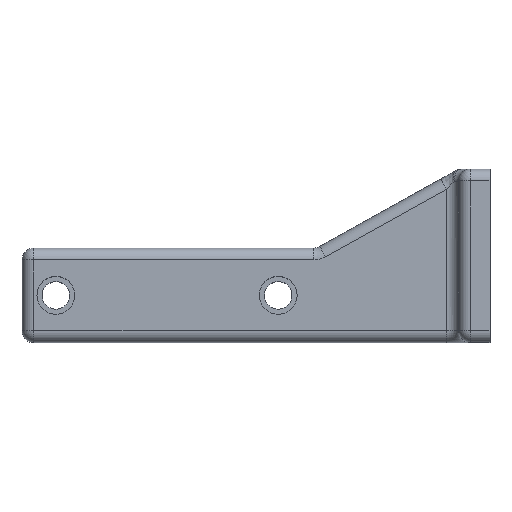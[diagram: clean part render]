
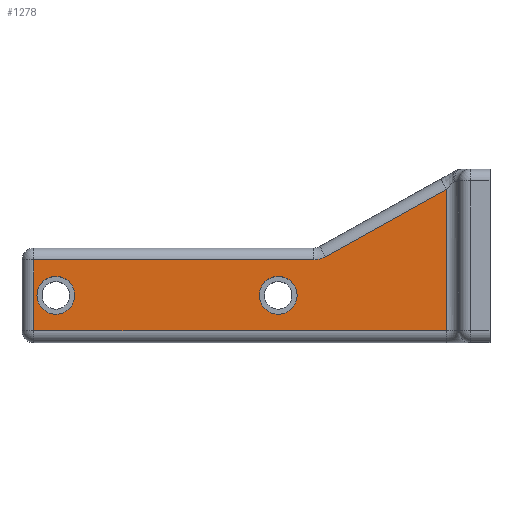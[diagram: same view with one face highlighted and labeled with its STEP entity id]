
A CAD part, top view. The second image highlights one B-rep face of the part: STEP entity #1278.
In plain terms, the highlighted planar face has unit normal (0, 0, 1).
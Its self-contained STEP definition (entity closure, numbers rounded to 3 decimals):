
#94=CARTESIAN_POINT('',(-26.873,-1.789,10.));
#95=DIRECTION('',(0.,0.,1.));
#96=DIRECTION('',(-1.,0.,0.));
#97=AXIS2_PLACEMENT_3D('',#94,#95,#96);
#99=CARTESIAN_POINT('',(-26.873,-1.789,10.));
#100=DIRECTION('',(0.,0.,1.));
#101=DIRECTION('',(1.,0.,0.));
#102=AXIS2_PLACEMENT_3D('',#99,#100,#101);
#104=CARTESIAN_POINT('',(-55.083,-1.789,10.));
#105=DIRECTION('',(0.,0.,1.));
#106=DIRECTION('',(-1.,0.,0.));
#107=AXIS2_PLACEMENT_3D('',#104,#105,#106);
#109=CARTESIAN_POINT('',(-55.083,-1.789,10.));
#110=DIRECTION('',(0.,0.,1.));
#111=DIRECTION('',(1.,0.,0.));
#112=AXIS2_PLACEMENT_3D('',#109,#110,#111);
#114=DIRECTION('',(0.,-1.,0.));
#115=VECTOR('',#114,9.);
#116=CARTESIAN_POINT('',(-57.879,2.711,10.));
#117=LINE('',#116,#115);
#118=DIRECTION('',(-1.,0.,0.));
#119=VECTOR('',#118,35.544);
#120=CARTESIAN_POINT('',(-22.336,2.711,10.));
#121=LINE('',#120,#119);
#122=CARTESIAN_POINT('',(-22.336,5.711,10.));
#123=DIRECTION('',(0.,0.,-1.));
#124=DIRECTION('',(0.487,-0.874,0.));
#125=AXIS2_PLACEMENT_3D('',#122,#123,#124);
#127=DIRECTION('',(-0.874,-0.487,0.));
#128=VECTOR('',#127,17.602);
#129=CARTESIAN_POINT('',(-5.5,11.658,10.));
#130=LINE('',#129,#128);
#131=DIRECTION('',(1.,0.,0.));
#132=VECTOR('',#131,52.379);
#133=CARTESIAN_POINT('',(-57.879,-6.289,10.));
#134=LINE('',#133,#132);
#654=DIRECTION('',(0.,1.,0.));
#655=VECTOR('',#654,17.947);
#656=CARTESIAN_POINT('',(-5.5,-6.289,10.));
#657=LINE('',#656,#655);
#923=CARTESIAN_POINT('',(-29.273,-1.789,10.));
#924=CARTESIAN_POINT('',(-24.473,-1.789,10.));
#925=VERTEX_POINT('',#923);
#926=VERTEX_POINT('',#924);
#927=CARTESIAN_POINT('',(-57.483,-1.789,10.));
#928=CARTESIAN_POINT('',(-52.683,-1.789,10.));
#929=VERTEX_POINT('',#927);
#930=VERTEX_POINT('',#928);
#1005=CARTESIAN_POINT('',(-57.879,2.711,10.));
#1006=CARTESIAN_POINT('',(-57.879,-6.289,10.));
#1007=VERTEX_POINT('',#1005);
#1008=VERTEX_POINT('',#1006);
#1011=CARTESIAN_POINT('',(-5.5,-6.289,10.));
#1012=VERTEX_POINT('',#1011);
#1045=CARTESIAN_POINT('',(-22.336,2.711,10.));
#1046=VERTEX_POINT('',#1045);
#1107=CARTESIAN_POINT('',(-5.5,11.658,10.));
#1108=CARTESIAN_POINT('',(-20.876,3.09,10.));
#1109=VERTEX_POINT('',#1107);
#1110=VERTEX_POINT('',#1108);
#1248=CARTESIAN_POINT('',(0.,0.,10.));
#1249=DIRECTION('',(0.,0.,-1.));
#1250=DIRECTION('',(0.,-1.,0.));
#1251=AXIS2_PLACEMENT_3D('',#1248,#1249,#1250);
#1252=PLANE('',#1251);
#1254=ORIENTED_EDGE('',*,*,#1253,.F.);
#1256=ORIENTED_EDGE('',*,*,#1255,.F.);
#1258=ORIENTED_EDGE('',*,*,#1257,.F.);
#1260=ORIENTED_EDGE('',*,*,#1259,.F.);
#1262=ORIENTED_EDGE('',*,*,#1261,.F.);
#1264=ORIENTED_EDGE('',*,*,#1263,.F.);
#1265=EDGE_LOOP('',(#1254,#1256,#1258,#1260,#1262,#1264));
#1266=FACE_OUTER_BOUND('',#1265,.F.);
#1268=ORIENTED_EDGE('',*,*,#1267,.T.);
#1270=ORIENTED_EDGE('',*,*,#1269,.T.);
#1271=EDGE_LOOP('',(#1268,#1270));
#1272=FACE_BOUND('',#1271,.F.);
#1273=ORIENTED_EDGE('',*,*,#1238,.T.);
#1275=ORIENTED_EDGE('',*,*,#1274,.T.);
#1276=EDGE_LOOP('',(#1273,#1275));
#1277=FACE_BOUND('',#1276,.F.);
#1278=ADVANCED_FACE('',(#1266,#1272,#1277),#1252,.F.);
#98=CIRCLE('',#97,2.4);
#103=CIRCLE('',#102,2.4);
#108=CIRCLE('',#107,2.4);
#113=CIRCLE('',#112,2.4);
#126=CIRCLE('',#125,3.);
#1238=EDGE_CURVE('',#925,#926,#98,.T.);
#1253=EDGE_CURVE('',#1007,#1008,#117,.T.);
#1255=EDGE_CURVE('',#1046,#1007,#121,.T.);
#1257=EDGE_CURVE('',#1110,#1046,#126,.T.);
#1259=EDGE_CURVE('',#1109,#1110,#130,.T.);
#1261=EDGE_CURVE('',#1012,#1109,#657,.T.);
#1263=EDGE_CURVE('',#1008,#1012,#134,.T.);
#1267=EDGE_CURVE('',#929,#930,#108,.T.);
#1269=EDGE_CURVE('',#930,#929,#113,.T.);
#1274=EDGE_CURVE('',#926,#925,#103,.T.);
